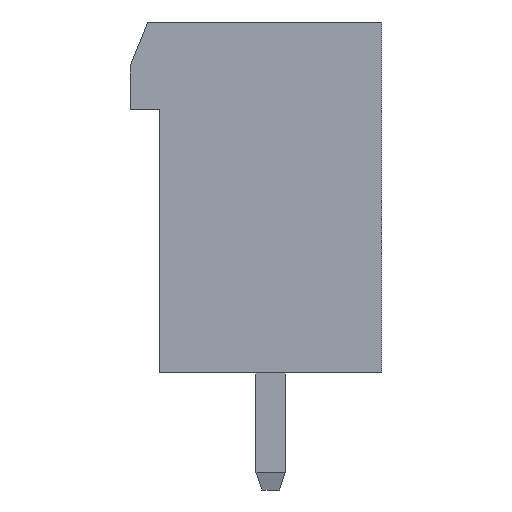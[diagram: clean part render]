
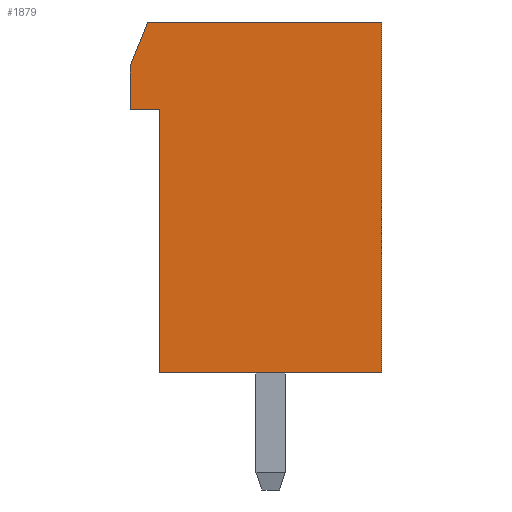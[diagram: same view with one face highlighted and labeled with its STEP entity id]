
A CAD part, left-side view. The second image highlights one B-rep face of the part: STEP entity #1879.
In plain terms, the highlighted planar face has unit normal (-1, 0, 0).
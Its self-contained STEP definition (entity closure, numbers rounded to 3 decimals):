
#22 = VERTEX_POINT('',#23);
#23 = CARTESIAN_POINT('',(-7.5,3.8,9.));
#32 = PLANE('',#33);
#33 = AXIS2_PLACEMENT_3D('',#34,#35,#36);
#34 = CARTESIAN_POINT('',(-7.5,3.8,9.));
#35 = DIRECTION('',(0.,1.,0.));
#36 = DIRECTION('',(0.,0.,-1.));
#44 = PLANE('',#45);
#45 = AXIS2_PLACEMENT_3D('',#46,#47,#48);
#46 = CARTESIAN_POINT('',(-7.5,4.8,9.));
#47 = DIRECTION('',(0.,0.,-1.));
#48 = DIRECTION('',(0.,-1.,0.));
#85 = VERTEX_POINT('',#86);
#86 = CARTESIAN_POINT('',(-7.5,3.8,0.));
#100 = PLANE('',#101);
#101 = AXIS2_PLACEMENT_3D('',#102,#103,#104);
#102 = CARTESIAN_POINT('',(-7.5,3.8,0.));
#103 = DIRECTION('',(0.,0.,-1.));
#104 = DIRECTION('',(0.,-1.,0.));
#112 = EDGE_CURVE('',#22,#85,#113,.T.);
#113 = SURFACE_CURVE('',#114,(#118,#125),.PCURVE_S1.);
#114 = LINE('',#115,#116);
#115 = CARTESIAN_POINT('',(-7.5,3.8,9.));
#116 = VECTOR('',#117,1.);
#117 = DIRECTION('',(0.,0.,-1.));
#118 = PCURVE('',#32,#119);
#119 = DEFINITIONAL_REPRESENTATION('',(#120),#124);
#120 = LINE('',#121,#122);
#121 = CARTESIAN_POINT('',(0.,0.));
#122 = VECTOR('',#123,1.);
#123 = DIRECTION('',(1.,0.));
#124 = ( GEOMETRIC_REPRESENTATION_CONTEXT(2)
PARAMETRIC_REPRESENTATION_CONTEXT() REPRESENTATION_CONTEXT('2D SPACE',''
) );
#125 = PCURVE('',#126,#131);
#126 = PLANE('',#127);
#127 = AXIS2_PLACEMENT_3D('',#128,#129,#130);
#128 = CARTESIAN_POINT('',(-7.5,3.8,0.));
#129 = DIRECTION('',(1.,0.,0.));
#130 = DIRECTION('',(0.,0.,1.));
#131 = DEFINITIONAL_REPRESENTATION('',(#132),#136);
#132 = LINE('',#133,#134);
#133 = CARTESIAN_POINT('',(9.,0.));
#134 = VECTOR('',#135,1.);
#135 = DIRECTION('',(-1.,0.));
#136 = ( GEOMETRIC_REPRESENTATION_CONTEXT(2)
PARAMETRIC_REPRESENTATION_CONTEXT() REPRESENTATION_CONTEXT('2D SPACE',''
) );
#142 = VERTEX_POINT('',#143);
#143 = CARTESIAN_POINT('',(-7.5,4.8,9.));
#159 = PLANE('',#160);
#160 = AXIS2_PLACEMENT_3D('',#161,#162,#163);
#161 = CARTESIAN_POINT('',(-7.5,4.8,10.5));
#162 = DIRECTION('',(0.,1.,0.));
#163 = DIRECTION('',(0.,0.,-1.));
#193 = EDGE_CURVE('',#142,#22,#194,.T.);
#194 = SURFACE_CURVE('',#195,(#199,#206),.PCURVE_S1.);
#195 = LINE('',#196,#197);
#196 = CARTESIAN_POINT('',(-7.5,4.8,9.));
#197 = VECTOR('',#198,1.);
#198 = DIRECTION('',(0.,-1.,0.));
#199 = PCURVE('',#44,#200);
#200 = DEFINITIONAL_REPRESENTATION('',(#201),#205);
#201 = LINE('',#202,#203);
#202 = CARTESIAN_POINT('',(0.,0.));
#203 = VECTOR('',#204,1.);
#204 = DIRECTION('',(1.,0.));
#205 = ( GEOMETRIC_REPRESENTATION_CONTEXT(2)
PARAMETRIC_REPRESENTATION_CONTEXT() REPRESENTATION_CONTEXT('2D SPACE',''
) );
#206 = PCURVE('',#126,#207);
#207 = DEFINITIONAL_REPRESENTATION('',(#208),#212);
#208 = LINE('',#209,#210);
#209 = CARTESIAN_POINT('',(9.,-1.));
#210 = VECTOR('',#211,1.);
#211 = DIRECTION('',(0.,1.));
#212 = ( GEOMETRIC_REPRESENTATION_CONTEXT(2)
PARAMETRIC_REPRESENTATION_CONTEXT() REPRESENTATION_CONTEXT('2D SPACE',''
) );
#242 = VERTEX_POINT('',#243);
#243 = CARTESIAN_POINT('',(-7.5,-3.8,0.));
#257 = PLANE('',#258);
#258 = AXIS2_PLACEMENT_3D('',#259,#260,#261);
#259 = CARTESIAN_POINT('',(-7.5,-3.8,0.));
#260 = DIRECTION('',(0.,-1.,0.));
#261 = DIRECTION('',(0.,0.,1.));
#269 = EDGE_CURVE('',#85,#242,#270,.T.);
#270 = SURFACE_CURVE('',#271,(#275,#282),.PCURVE_S1.);
#271 = LINE('',#272,#273);
#272 = CARTESIAN_POINT('',(-7.5,3.8,0.));
#273 = VECTOR('',#274,1.);
#274 = DIRECTION('',(0.,-1.,0.));
#275 = PCURVE('',#100,#276);
#276 = DEFINITIONAL_REPRESENTATION('',(#277),#281);
#277 = LINE('',#278,#279);
#278 = CARTESIAN_POINT('',(0.,0.));
#279 = VECTOR('',#280,1.);
#280 = DIRECTION('',(1.,0.));
#281 = ( GEOMETRIC_REPRESENTATION_CONTEXT(2)
PARAMETRIC_REPRESENTATION_CONTEXT() REPRESENTATION_CONTEXT('2D SPACE',''
) );
#282 = PCURVE('',#126,#283);
#283 = DEFINITIONAL_REPRESENTATION('',(#284),#288);
#284 = LINE('',#285,#286);
#285 = CARTESIAN_POINT('',(0.,0.));
#286 = VECTOR('',#287,1.);
#287 = DIRECTION('',(0.,1.));
#288 = ( GEOMETRIC_REPRESENTATION_CONTEXT(2)
PARAMETRIC_REPRESENTATION_CONTEXT() REPRESENTATION_CONTEXT('2D SPACE',''
) );
#1879 = ADVANCED_FACE('',(#1880),#126,.F.);
#1880 = FACE_BOUND('',#1881,.T.);
#1881 = EDGE_LOOP('',(#1882,#1883,#1906,#1934,#1962,#1983,#1984));
#1882 = ORIENTED_EDGE('',*,*,#269,.T.);
#1883 = ORIENTED_EDGE('',*,*,#1884,.T.);
#1884 = EDGE_CURVE('',#242,#1885,#1887,.T.);
#1885 = VERTEX_POINT('',#1886);
#1886 = CARTESIAN_POINT('',(-7.5,-3.8,12.));
#1887 = SURFACE_CURVE('',#1888,(#1892,#1899),.PCURVE_S1.);
#1888 = LINE('',#1889,#1890);
#1889 = CARTESIAN_POINT('',(-7.5,-3.8,0.));
#1890 = VECTOR('',#1891,1.);
#1891 = DIRECTION('',(0.,0.,1.));
#1892 = PCURVE('',#126,#1893);
#1893 = DEFINITIONAL_REPRESENTATION('',(#1894),#1898);
#1894 = LINE('',#1895,#1896);
#1895 = CARTESIAN_POINT('',(0.,7.6));
#1896 = VECTOR('',#1897,1.);
#1897 = DIRECTION('',(1.,0.));
#1898 = ( GEOMETRIC_REPRESENTATION_CONTEXT(2)
PARAMETRIC_REPRESENTATION_CONTEXT() REPRESENTATION_CONTEXT('2D SPACE',''
) );
#1899 = PCURVE('',#257,#1900);
#1900 = DEFINITIONAL_REPRESENTATION('',(#1901),#1905);
#1901 = LINE('',#1902,#1903);
#1902 = CARTESIAN_POINT('',(0.,0.));
#1903 = VECTOR('',#1904,1.);
#1904 = DIRECTION('',(1.,0.));
#1905 = ( GEOMETRIC_REPRESENTATION_CONTEXT(2)
PARAMETRIC_REPRESENTATION_CONTEXT() REPRESENTATION_CONTEXT('2D SPACE',''
) );
#1906 = ORIENTED_EDGE('',*,*,#1907,.T.);
#1907 = EDGE_CURVE('',#1885,#1908,#1910,.T.);
#1908 = VERTEX_POINT('',#1909);
#1909 = CARTESIAN_POINT('',(-7.5,4.2,12.));
#1910 = SURFACE_CURVE('',#1911,(#1915,#1922),.PCURVE_S1.);
#1911 = LINE('',#1912,#1913);
#1912 = CARTESIAN_POINT('',(-7.5,-3.8,12.));
#1913 = VECTOR('',#1914,1.);
#1914 = DIRECTION('',(0.,1.,0.));
#1915 = PCURVE('',#126,#1916);
#1916 = DEFINITIONAL_REPRESENTATION('',(#1917),#1921);
#1917 = LINE('',#1918,#1919);
#1918 = CARTESIAN_POINT('',(12.,7.6));
#1919 = VECTOR('',#1920,1.);
#1920 = DIRECTION('',(0.,-1.));
#1921 = ( GEOMETRIC_REPRESENTATION_CONTEXT(2)
PARAMETRIC_REPRESENTATION_CONTEXT() REPRESENTATION_CONTEXT('2D SPACE',''
) );
#1922 = PCURVE('',#1923,#1928);
#1923 = PLANE('',#1924);
#1924 = AXIS2_PLACEMENT_3D('',#1925,#1926,#1927);
#1925 = CARTESIAN_POINT('',(-7.5,-3.8,12.));
#1926 = DIRECTION('',(0.,0.,1.));
#1927 = DIRECTION('',(0.,1.,0.));
#1928 = DEFINITIONAL_REPRESENTATION('',(#1929),#1933);
#1929 = LINE('',#1930,#1931);
#1930 = CARTESIAN_POINT('',(0.,0.));
#1931 = VECTOR('',#1932,1.);
#1932 = DIRECTION('',(1.,0.));
#1933 = ( GEOMETRIC_REPRESENTATION_CONTEXT(2)
PARAMETRIC_REPRESENTATION_CONTEXT() REPRESENTATION_CONTEXT('2D SPACE',''
) );
#1934 = ORIENTED_EDGE('',*,*,#1935,.T.);
#1935 = EDGE_CURVE('',#1908,#1936,#1938,.T.);
#1936 = VERTEX_POINT('',#1937);
#1937 = CARTESIAN_POINT('',(-7.5,4.8,10.5));
#1938 = SURFACE_CURVE('',#1939,(#1943,#1950),.PCURVE_S1.);
#1939 = LINE('',#1940,#1941);
#1940 = CARTESIAN_POINT('',(-7.5,4.2,12.));
#1941 = VECTOR('',#1942,1.);
#1942 = DIRECTION('',(0.,0.371,-0.928));
#1943 = PCURVE('',#126,#1944);
#1944 = DEFINITIONAL_REPRESENTATION('',(#1945),#1949);
#1945 = LINE('',#1946,#1947);
#1946 = CARTESIAN_POINT('',(12.,-0.4));
#1947 = VECTOR('',#1948,1.);
#1948 = DIRECTION('',(-0.928,-0.371));
#1949 = ( GEOMETRIC_REPRESENTATION_CONTEXT(2)
PARAMETRIC_REPRESENTATION_CONTEXT() REPRESENTATION_CONTEXT('2D SPACE',''
) );
#1950 = PCURVE('',#1951,#1956);
#1951 = PLANE('',#1952);
#1952 = AXIS2_PLACEMENT_3D('',#1953,#1954,#1955);
#1953 = CARTESIAN_POINT('',(-7.5,4.2,12.));
#1954 = DIRECTION('',(0.,0.928,0.371));
#1955 = DIRECTION('',(0.,0.371,-0.928));
#1956 = DEFINITIONAL_REPRESENTATION('',(#1957),#1961);
#1957 = LINE('',#1958,#1959);
#1958 = CARTESIAN_POINT('',(0.,0.));
#1959 = VECTOR('',#1960,1.);
#1960 = DIRECTION('',(1.,0.));
#1961 = ( GEOMETRIC_REPRESENTATION_CONTEXT(2)
PARAMETRIC_REPRESENTATION_CONTEXT() REPRESENTATION_CONTEXT('2D SPACE',''
) );
#1962 = ORIENTED_EDGE('',*,*,#1963,.T.);
#1963 = EDGE_CURVE('',#1936,#142,#1964,.T.);
#1964 = SURFACE_CURVE('',#1965,(#1969,#1976),.PCURVE_S1.);
#1965 = LINE('',#1966,#1967);
#1966 = CARTESIAN_POINT('',(-7.5,4.8,10.5));
#1967 = VECTOR('',#1968,1.);
#1968 = DIRECTION('',(0.,0.,-1.));
#1969 = PCURVE('',#126,#1970);
#1970 = DEFINITIONAL_REPRESENTATION('',(#1971),#1975);
#1971 = LINE('',#1972,#1973);
#1972 = CARTESIAN_POINT('',(10.5,-1.));
#1973 = VECTOR('',#1974,1.);
#1974 = DIRECTION('',(-1.,0.));
#1975 = ( GEOMETRIC_REPRESENTATION_CONTEXT(2)
PARAMETRIC_REPRESENTATION_CONTEXT() REPRESENTATION_CONTEXT('2D SPACE',''
) );
#1976 = PCURVE('',#159,#1977);
#1977 = DEFINITIONAL_REPRESENTATION('',(#1978),#1982);
#1978 = LINE('',#1979,#1980);
#1979 = CARTESIAN_POINT('',(0.,0.));
#1980 = VECTOR('',#1981,1.);
#1981 = DIRECTION('',(1.,0.));
#1982 = ( GEOMETRIC_REPRESENTATION_CONTEXT(2)
PARAMETRIC_REPRESENTATION_CONTEXT() REPRESENTATION_CONTEXT('2D SPACE',''
) );
#1983 = ORIENTED_EDGE('',*,*,#193,.T.);
#1984 = ORIENTED_EDGE('',*,*,#112,.T.);
